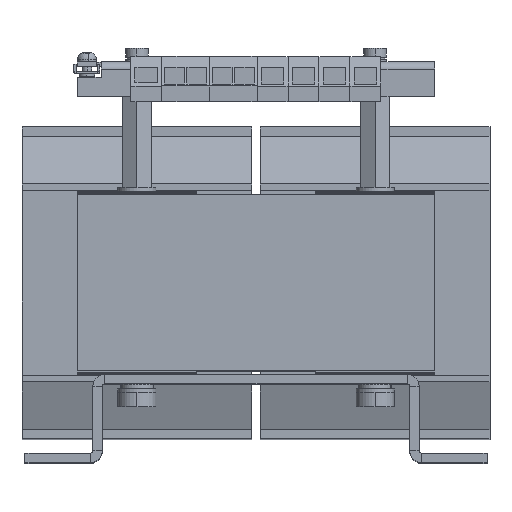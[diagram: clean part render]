
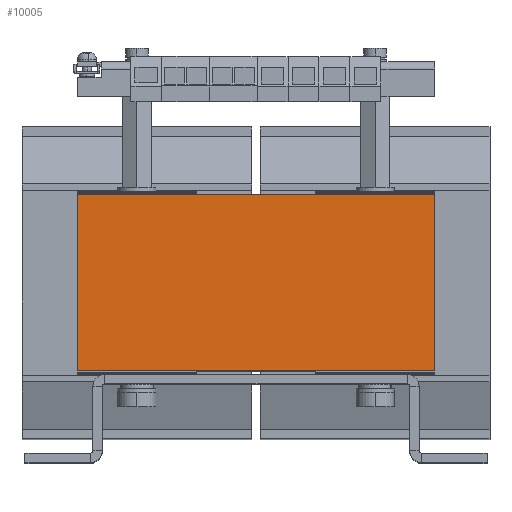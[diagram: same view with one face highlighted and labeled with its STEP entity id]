
A CAD part, top view. The second image highlights one B-rep face of the part: STEP entity #10005.
In plain terms, the highlighted planar face has unit normal (0, 0, 1).
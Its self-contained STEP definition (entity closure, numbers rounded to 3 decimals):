
#387 = CARTESIAN_POINT ( 'NONE',  ( -75., 37., 125.001 ) ) ;
#680 = LINE ( 'NONE', #7738, #3313 ) ;
#880 = EDGE_CURVE ( 'Defeature ausgef�hrt1_420+Defeature ausgef�hrt1_419+Defeature ausgef�hrt1_418+Defeature ausgef�hrt1_422', #9364, #15154, #680, .T. ) ;
#1173 = PLANE ( 'NONE',  #4832 ) ;
#2016 = VECTOR ( 'NONE', #10914, 1000. ) ;
#2151 = CARTESIAN_POINT ( 'NONE',  ( 75., -37., 125.001 ) ) ;
#2478 = FACE_OUTER_BOUND ( 'NONE', #4590, .T. ) ;
#3199 = LINE ( 'NONE', #387, #6259 ) ;
#3313 = VECTOR ( 'NONE', #9101, 1000. ) ;
#4590 = EDGE_LOOP ( 'NONE', ( #4986, #10361, #9314, #12039 ) ) ;
#4617 = CARTESIAN_POINT ( 'NONE',  ( -75., -37., 125.001 ) ) ;
#4832 = AXIS2_PLACEMENT_3D ( 'NONE', #12666, #4987, #4924 ) ;
#4924 = DIRECTION ( 'NONE',  ( 0., 1., 0. ) ) ;
#4986 = ORIENTED_EDGE ( 'NONE', *, *, #12218, .T. ) ;
#4987 = DIRECTION ( 'NONE',  ( 0., 0., -1. ) ) ;
#5204 = VECTOR ( 'NONE', #8454, 1000. ) ;
#5349 = CARTESIAN_POINT ( 'NONE',  ( -75., 37., 125.001 ) ) ;
#5492 = LINE ( 'NONE', #13481, #2016 ) ;
#6259 = VECTOR ( 'NONE', #9328, 1000. ) ;
#7200 = CARTESIAN_POINT ( 'NONE',  ( 75., 37., 125.001 ) ) ;
#7738 = CARTESIAN_POINT ( 'NONE',  ( 75., -37., 125.001 ) ) ;
#8257 = CARTESIAN_POINT ( 'NONE',  ( -75., -37., 125.001 ) ) ;
#8454 = DIRECTION ( 'NONE',  ( -1., 0., 0. ) ) ;
#9101 = DIRECTION ( 'NONE',  ( 0., 1., 0. ) ) ;
#9314 = ORIENTED_EDGE ( 'NONE', *, *, #15592, .F. ) ;
#9328 = DIRECTION ( 'NONE',  ( -1., 0., 0. ) ) ;
#9364 = VERTEX_POINT ( 'NONE', #2151 ) ;
#9802 = VERTEX_POINT ( 'NONE', #8257 ) ;
#10005 = ADVANCED_FACE ( 'Defeature ausgef�hrt1_420', ( #2478 ), #1173, .F. ) ;
#10361 = ORIENTED_EDGE ( 'NONE', *, *, #11437, .F. ) ;
#10705 = LINE ( 'NONE', #4617, #5204 ) ;
#10914 = DIRECTION ( 'NONE',  ( 0., 1., 0. ) ) ;
#11437 = EDGE_CURVE ( 'Defeature ausgef�hrt1_421+Defeature ausgef�hrt1_420+Defeature ausgef�hrt1_418+Defeature ausgef�hrt1_422', #9802, #15915, #5492, .T. ) ;
#12039 = ORIENTED_EDGE ( 'NONE', *, *, #880, .T. ) ;
#12218 = EDGE_CURVE ( 'Defeature ausgef�hrt1_420+Defeature ausgef�hrt1_422+Defeature ausgef�hrt1_419+Defeature ausgef�hrt1_421', #15154, #15915, #3199, .T. ) ;
#12666 = CARTESIAN_POINT ( 'NONE',  ( -75., -37., 125.001 ) ) ;
#13481 = CARTESIAN_POINT ( 'NONE',  ( -75., -37., 125.001 ) ) ;
#15154 = VERTEX_POINT ( 'NONE', #7200 ) ;
#15592 = EDGE_CURVE ( 'Defeature ausgef�hrt1_418+Defeature ausgef�hrt1_420+Defeature ausgef�hrt1_419+Defeature ausgef�hrt1_421', #9364, #9802, #10705, .T. ) ;
#15915 = VERTEX_POINT ( 'NONE', #5349 ) ;
